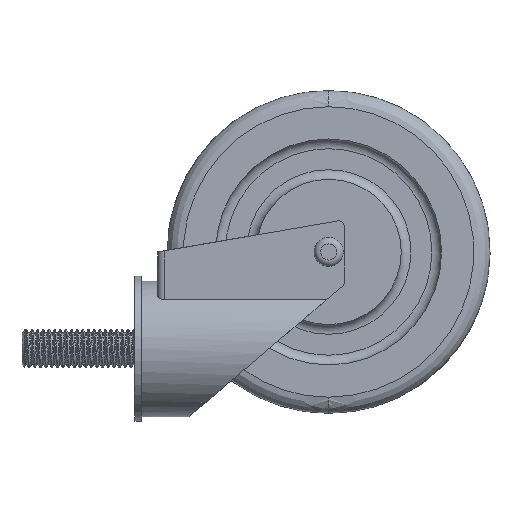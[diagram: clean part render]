
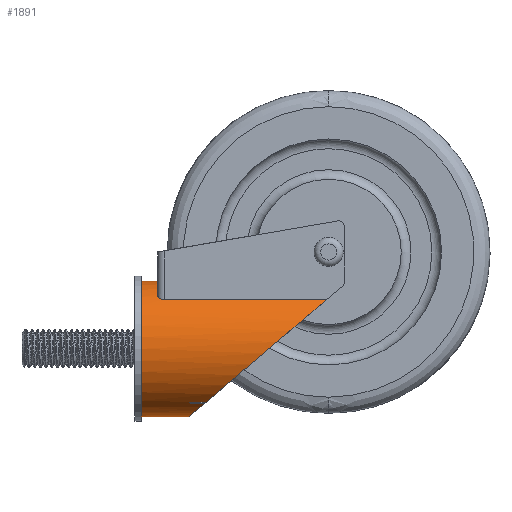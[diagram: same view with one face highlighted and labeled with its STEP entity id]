
A CAD part, left-side view. The second image highlights one B-rep face of the part: STEP entity #1891.
In plain terms, the highlighted cylindrical face has radius 21 mm (diameter 42 mm), a full revolution.
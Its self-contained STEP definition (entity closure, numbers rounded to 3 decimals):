
#16=ELLIPSE('',#2065,32.446,21.);
#17=ELLIPSE('',#2067,32.446,21.);
#18=ELLIPSE('',#2069,32.446,21.);
#19=ELLIPSE('',#2071,32.446,21.);
#132=LINE('',#9897,#243);
#133=LINE('',#9901,#244);
#134=LINE('',#9905,#245);
#135=LINE('',#9909,#246);
#136=LINE('',#9935,#247);
#137=LINE('',#9939,#248);
#138=LINE('',#9943,#249);
#243=VECTOR('',#2419,21.);
#244=VECTOR('',#2422,1000.);
#245=VECTOR('',#2425,1000.);
#246=VECTOR('',#2428,1000.);
#247=VECTOR('',#2431,1000.);
#248=VECTOR('',#2434,1000.);
#249=VECTOR('',#2437,1000.);
#348=CYLINDRICAL_SURFACE('',#2063,21.);
#439=FACE_OUTER_BOUND('',#555,.T.);
#555=EDGE_LOOP('',(#1615,#1616,#1617,#1618,#1619,#1620,#1621,#1622,#1623,
#1624,#1625,#1626,#1627,#1628,#1629,#1630,#1631,#1632));
#652=CIRCLE('',#2064,21.);
#653=CIRCLE('',#2066,21.036);
#654=CIRCLE('',#2068,21.);
#655=CIRCLE('',#2070,21.036);
#768=B_SPLINE_CURVE_WITH_KNOTS('',3,(#9911,#9912,#9913,#9914,#9915,#9916,
#9917,#9918,#9919,#9920),.UNSPECIFIED.,.F.,.F.,(4,2,2,2,4),(-1.362,
-1.286,-1.211,-1.112,-1.013),
 .UNSPECIFIED.);
#769=B_SPLINE_CURVE_WITH_KNOTS('',3,(#9924,#9925,#9926,#9927,#9928,#9929,
#9930,#9931,#9932,#9933),.UNSPECIFIED.,.F.,.F.,(4,2,2,2,4),(-0.348,
-0.25,-0.151,-0.075,0.),
 .UNSPECIFIED.);
#908=VERTEX_POINT('',#9894);
#909=VERTEX_POINT('',#9896);
#910=VERTEX_POINT('',#9898);
#911=VERTEX_POINT('',#9900);
#912=VERTEX_POINT('',#9902);
#913=VERTEX_POINT('',#9904);
#914=VERTEX_POINT('',#9906);
#915=VERTEX_POINT('',#9908);
#916=VERTEX_POINT('',#9910);
#917=VERTEX_POINT('',#9921);
#918=VERTEX_POINT('',#9923);
#919=VERTEX_POINT('',#9934);
#920=VERTEX_POINT('',#9936);
#921=VERTEX_POINT('',#9938);
#922=VERTEX_POINT('',#9940);
#923=VERTEX_POINT('',#9942);
#1160=EDGE_CURVE('',#908,#908,#652,.T.);
#1161=EDGE_CURVE('',#908,#909,#132,.T.);
#1162=EDGE_CURVE('',#909,#910,#16,.T.);
#1163=EDGE_CURVE('',#910,#911,#133,.T.);
#1164=EDGE_CURVE('',#911,#912,#653,.T.);
#1165=EDGE_CURVE('',#912,#913,#134,.T.);
#1166=EDGE_CURVE('',#913,#914,#17,.T.);
#1167=EDGE_CURVE('',#915,#914,#135,.T.);
#1168=EDGE_CURVE('',#915,#916,#768,.T.);
#1169=EDGE_CURVE('',#917,#916,#654,.T.);
#1170=EDGE_CURVE('',#917,#918,#769,.T.);
#1171=EDGE_CURVE('',#918,#919,#136,.T.);
#1172=EDGE_CURVE('',#919,#920,#18,.T.);
#1173=EDGE_CURVE('',#920,#921,#137,.T.);
#1174=EDGE_CURVE('',#921,#922,#655,.T.);
#1175=EDGE_CURVE('',#922,#923,#138,.T.);
#1176=EDGE_CURVE('',#923,#909,#19,.T.);
#1615=ORIENTED_EDGE('',*,*,#1160,.T.);
#1616=ORIENTED_EDGE('',*,*,#1161,.T.);
#1617=ORIENTED_EDGE('',*,*,#1162,.T.);
#1618=ORIENTED_EDGE('',*,*,#1163,.T.);
#1619=ORIENTED_EDGE('',*,*,#1164,.T.);
#1620=ORIENTED_EDGE('',*,*,#1165,.T.);
#1621=ORIENTED_EDGE('',*,*,#1166,.T.);
#1622=ORIENTED_EDGE('',*,*,#1167,.F.);
#1623=ORIENTED_EDGE('',*,*,#1168,.T.);
#1624=ORIENTED_EDGE('',*,*,#1169,.F.);
#1625=ORIENTED_EDGE('',*,*,#1170,.T.);
#1626=ORIENTED_EDGE('',*,*,#1171,.T.);
#1627=ORIENTED_EDGE('',*,*,#1172,.T.);
#1628=ORIENTED_EDGE('',*,*,#1173,.T.);
#1629=ORIENTED_EDGE('',*,*,#1174,.T.);
#1630=ORIENTED_EDGE('',*,*,#1175,.T.);
#1631=ORIENTED_EDGE('',*,*,#1176,.T.);
#1632=ORIENTED_EDGE('',*,*,#1161,.F.);
#1891=ADVANCED_FACE('',(#439),#348,.T.);
#2063=AXIS2_PLACEMENT_3D('',#9893,#2415,#2416);
#2064=AXIS2_PLACEMENT_3D('',#9895,#2417,#2418);
#2065=AXIS2_PLACEMENT_3D('',#9899,#2420,#2421);
#2066=AXIS2_PLACEMENT_3D('',#9903,#2423,#2424);
#2067=AXIS2_PLACEMENT_3D('',#9907,#2426,#2427);
#2068=AXIS2_PLACEMENT_3D('',#9922,#2429,#2430);
#2069=AXIS2_PLACEMENT_3D('',#9937,#2432,#2433);
#2070=AXIS2_PLACEMENT_3D('',#9941,#2435,#2436);
#2071=AXIS2_PLACEMENT_3D('',#9944,#2438,#2439);
#2415=DIRECTION('center_axis',(0.,1.,0.));
#2416=DIRECTION('ref_axis',(0.,0.,1.));
#2417=DIRECTION('center_axis',(0.,-1.,0.));
#2418=DIRECTION('ref_axis',(0.,0.,-1.));
#2419=DIRECTION('',(0.,-1.,0.));
#2420=DIRECTION('center_axis',(0.,0.647,
0.762));
#2421=DIRECTION('ref_axis',(0.,-0.762,0.647));
#2422=DIRECTION('',(0.,1.,0.));
#2423=DIRECTION('center_axis',(0.,0.985,-0.17));
#2424=DIRECTION('ref_axis',(-0.625,-0.133,-0.77));
#2425=DIRECTION('',(0.,-1.,0.));
#2426=DIRECTION('center_axis',(0.,0.647,
0.762));
#2427=DIRECTION('ref_axis',(0.,-0.762,0.647));
#2428=DIRECTION('',(0.,-1.,0.));
#2429=DIRECTION('center_axis',(0.,-1.,0.));
#2430=DIRECTION('ref_axis',(0.,0.,-1.));
#2431=DIRECTION('',(0.,-1.,0.));
#2432=DIRECTION('center_axis',(0.,0.647,
0.762));
#2433=DIRECTION('ref_axis',(0.,-0.762,0.647));
#2434=DIRECTION('',(0.,1.,0.));
#2435=DIRECTION('center_axis',(0.,0.985,
-0.17));
#2436=DIRECTION('ref_axis',(0.601,-0.136,-0.788));
#2437=DIRECTION('',(0.,-1.,0.));
#2438=DIRECTION('center_axis',(0.,0.647,
0.762));
#2439=DIRECTION('ref_axis',(0.,-0.762,0.647));
#9893=CARTESIAN_POINT('Origin',(0.,-5.,0.));
#9894=CARTESIAN_POINT('',(0.,0.,-21.));
#9895=CARTESIAN_POINT('Origin',(0.,0.,0.));
#9896=CARTESIAN_POINT('',(0.,-14.711,-21.));
#9897=CARTESIAN_POINT('',(0.,-5.,-21.));
#9898=CARTESIAN_POINT('',(-12.5,-19.57,-16.875));
#9899=CARTESIAN_POINT('Origin',(0.,-39.444,
0.));
#9900=CARTESIAN_POINT('',(-12.5,-15.082,-16.875));
#9901=CARTESIAN_POINT('',(-12.5,-5.,-16.875));
#9902=CARTESIAN_POINT('',(-13.,-15.016,-16.492));
#9903=CARTESIAN_POINT('Origin',(0.14,-12.225,-0.304));
#9904=CARTESIAN_POINT('',(-13.,-20.02,-16.492));
#9905=CARTESIAN_POINT('',(-13.,-5.,-16.492));
#9906=CARTESIAN_POINT('',(-14.5,-57.335,15.19));
#9907=CARTESIAN_POINT('Origin',(0.,-39.444,
0.));
#9908=CARTESIAN_POINT('',(-14.5,-7.,15.19));
#9909=CARTESIAN_POINT('',(-14.5,74.63,15.19));
#9910=CARTESIAN_POINT('',(-12.5,-5.,16.875));
#9911=CARTESIAN_POINT('Ctrl Pts',(-14.5,-7.,15.19));
#9912=CARTESIAN_POINT('Ctrl Pts',(-14.5,-6.749,15.19));
#9913=CARTESIAN_POINT('Ctrl Pts',(-14.45,-6.489,15.239));
#9914=CARTESIAN_POINT('Ctrl Pts',(-14.265,-6.026,15.412));
#9915=CARTESIAN_POINT('Ctrl Pts',(-14.13,-5.821,15.536));
#9916=CARTESIAN_POINT('Ctrl Pts',(-13.797,-5.451,15.834));
#9917=CARTESIAN_POINT('Ctrl Pts',(-13.56,-5.281,16.039));
#9918=CARTESIAN_POINT('Ctrl Pts',(-13.044,-5.055,16.461));
#9919=CARTESIAN_POINT('Ctrl Pts',(-12.764,-5.,16.679));
#9920=CARTESIAN_POINT('Ctrl Pts',(-12.5,-5.,16.875));
#9921=CARTESIAN_POINT('',(12.5,-5.,16.875));
#9922=CARTESIAN_POINT('Origin',(0.,-5.,0.));
#9923=CARTESIAN_POINT('',(14.5,-7.,15.19));
#9924=CARTESIAN_POINT('Ctrl Pts',(12.5,-5.,16.875));
#9925=CARTESIAN_POINT('Ctrl Pts',(12.764,-5.,16.679));
#9926=CARTESIAN_POINT('Ctrl Pts',(13.044,-5.055,16.461));
#9927=CARTESIAN_POINT('Ctrl Pts',(13.56,-5.281,16.039));
#9928=CARTESIAN_POINT('Ctrl Pts',(13.797,-5.451,15.834));
#9929=CARTESIAN_POINT('Ctrl Pts',(14.13,-5.821,15.536));
#9930=CARTESIAN_POINT('Ctrl Pts',(14.265,-6.026,15.412));
#9931=CARTESIAN_POINT('Ctrl Pts',(14.45,-6.489,15.239));
#9932=CARTESIAN_POINT('Ctrl Pts',(14.5,-6.749,15.19));
#9933=CARTESIAN_POINT('Ctrl Pts',(14.5,-7.,15.19));
#9934=CARTESIAN_POINT('',(14.5,-57.335,15.19));
#9935=CARTESIAN_POINT('',(14.5,74.63,15.19));
#9936=CARTESIAN_POINT('',(13.,-20.02,-16.492));
#9937=CARTESIAN_POINT('Origin',(0.,-39.444,
0.));
#9938=CARTESIAN_POINT('',(13.,-15.016,-16.492));
#9939=CARTESIAN_POINT('',(13.,-5.,-16.492));
#9940=CARTESIAN_POINT('',(12.5,-15.082,-16.875));
#9941=CARTESIAN_POINT('Origin',(-0.14,-12.225,-0.304));
#9942=CARTESIAN_POINT('',(12.5,-19.57,-16.875));
#9943=CARTESIAN_POINT('',(12.5,-5.,-16.875));
#9944=CARTESIAN_POINT('Origin',(0.,-39.444,
0.));
